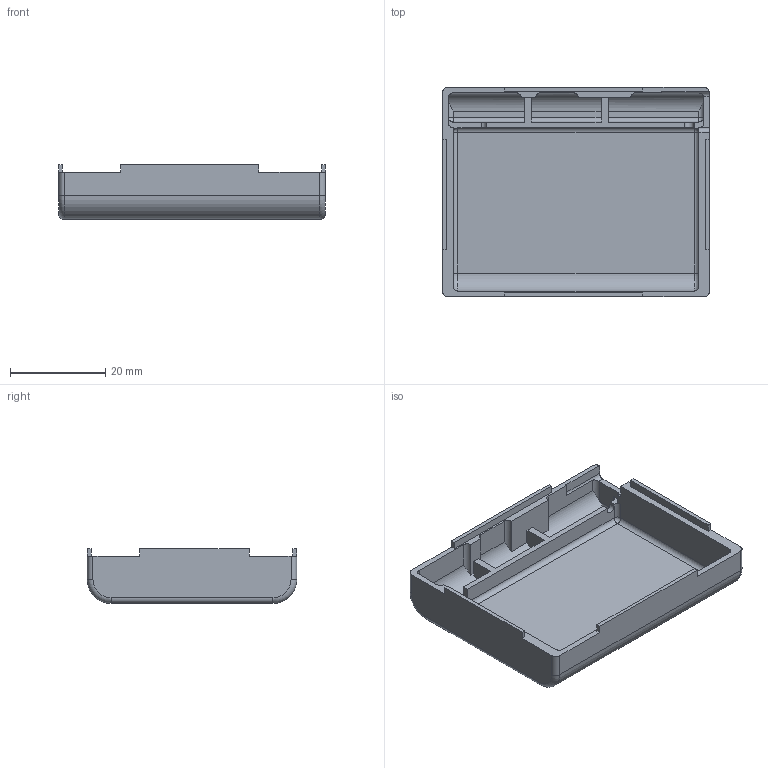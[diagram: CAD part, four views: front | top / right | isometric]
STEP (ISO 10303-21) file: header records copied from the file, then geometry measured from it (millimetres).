
FILE_DESCRIPTION(/* description */ (''),/* implementation_level */ '2;1');
FILE_NAME(/* name */ 'cphp82001_case_8mm.step',/* time_stamp */ '2024-11-07T11:21:19+11:00',/* author */ (''),/* organization */ (''),/* preprocessor_version */ 'ST-DEVELOPER v20',/* originating_system */ 'Autodesk Translation Framework v13.20.0.188',/* authorisation */ '');
FILE_SCHEMA (('AUTOMOTIVE_DESIGN { 1 0 10303 214 3 1 1 }'));
Length unit declared in the file: millimetre
Products named in the file (1): hp35_batteryholder
Bounding box: 56 x 44 x 11.5 mm (x, y, z)
Volume: 4974.1 mm3; surface area: 8826.3 mm2
Topology: 1 solids, 1 shells, 104 faces, 278 edges, 176 vertices
Faces by surface type: plane 56, cylinder 38, torus 6, sphere 4
Entity records: 3286 total; most frequent: CARTESIAN_POINT 629, ORIENTED_EDGE 556, DIRECTION 554, EDGE_CURVE 278, LINE 192, VECTOR 192, AXIS2_PLACEMENT_3D 181, VERTEX_POINT 176
